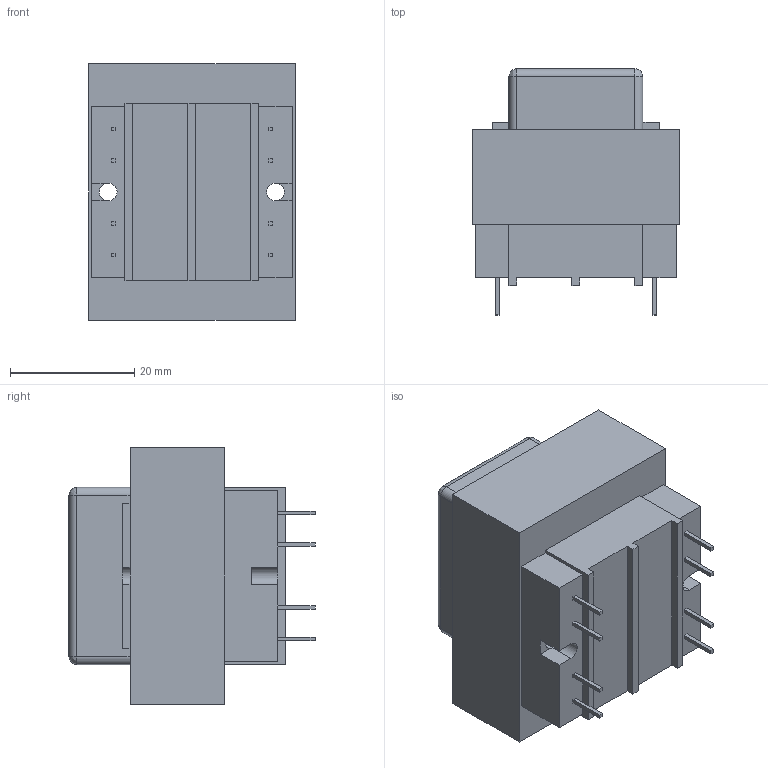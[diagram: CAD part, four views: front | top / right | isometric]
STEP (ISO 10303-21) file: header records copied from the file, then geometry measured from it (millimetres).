
FILE_DESCRIPTION (( 'STEP AP214' ), '1' );
FILE_NAME ('Triad Magnetics-VPP20-250.STEP', '2015-01-14T00:54:21', ( 'Windows User' ), ( '' ), 'SwSTEP 2.0', 'SolidWorks 2015', '' );
FILE_SCHEMA (( 'AUTOMOTIVE_DESIGN' ));
Length unit declared in the file: inch
Products named in the file (1): Triad Magnetics-VPP20-250
Bounding box: 33.35 x 39.67 x 41.27 mm (x, y, z)
Volume: 34779.1 mm3; surface area: 7735.9 mm2
Topology: 1 solids, 1 shells, 298 faces, 794 edges, 520 vertices
Faces by surface type: plane 233, bspline 53, cylinder 12
Entity records: 15758 total; most frequent: CARTESIAN_POINT 4766, ORIENTED_EDGE 1580, DIRECTION 1208, EDGE_CURVE 790, LINE 668, VECTOR 668, VERTEX_POINT 520, EDGE_LOOP 328
